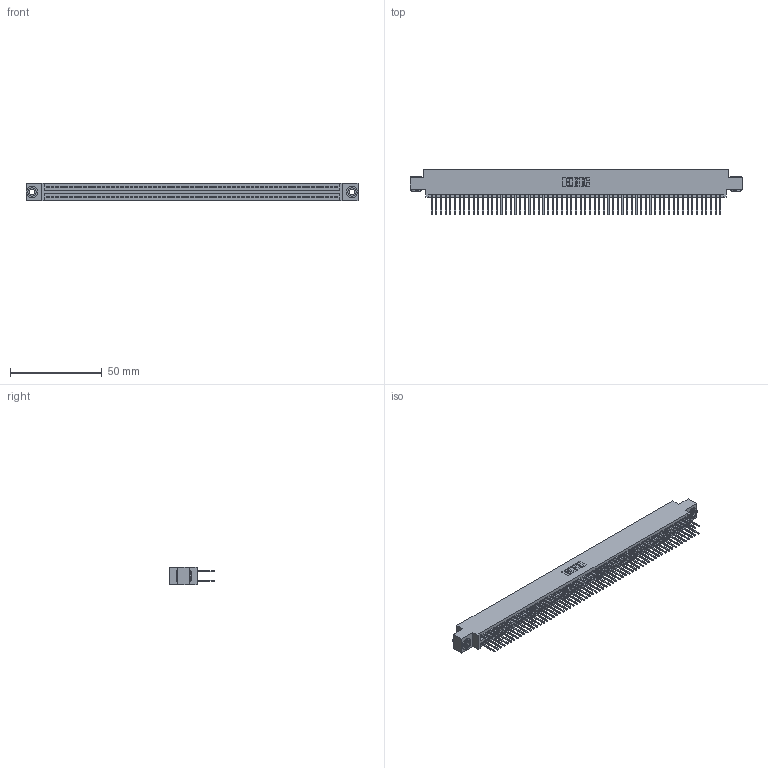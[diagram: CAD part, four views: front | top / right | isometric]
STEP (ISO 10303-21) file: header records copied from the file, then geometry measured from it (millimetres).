
FILE_DESCRIPTION (( 'STEP AP203' ), '1' );
FILE_NAME ('345-126-523-803.STEP', '2018-10-19T13:15:22', ( '' ), ( '' ), 'SwSTEP 2.0', 'SolidWorks 2016', '' );
FILE_SCHEMA (( 'CONFIG_CONTROL_DESIGN' ));
Length unit declared in the file: inch
Products named in the file (4): 345-292-001_345-293-123; 345-250-002_345-250-002-102; 345-126-523-803; 345 Part_0.170 Offset - 0.156 Dia-TH
Assembly tree (129 placements, depth 2):
  345-126-523-803
    345 Part_0.170 Offset - 0.156 Dia-TH
    345-292-001_345-293-123  x126
    345-250-002_345-250-002-102  x2
Bounding box: 181.23 x 24.82 x 9.4 mm (x, y, z)
Volume: 17964 mm3; surface area: 28467.3 mm2
Topology: 129 solids, 129 shells, 6468 faces, 19203 edges, 12630 vertices
Faces by surface type: plane 4252, cylinder 2208, cone 8
Entity records: 47404 total; most frequent: CARTESIAN_POINT 7903, ORIENTED_EDGE 7830, DIRECTION 6973, EDGE_CURVE 3915, VECTOR 3507, LINE 3507, VERTEX_POINT 2606, AXIS2_PLACEMENT_3D 1733
